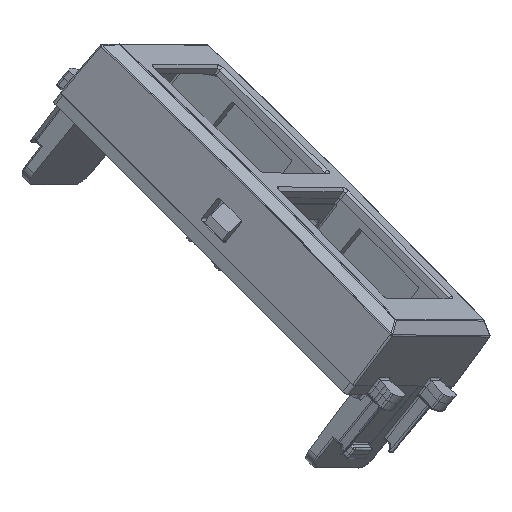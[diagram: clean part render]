
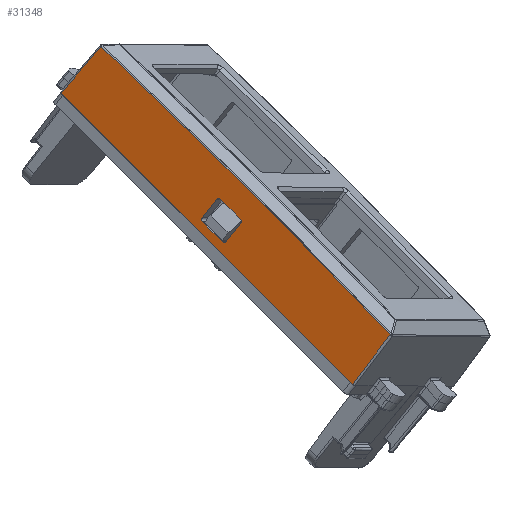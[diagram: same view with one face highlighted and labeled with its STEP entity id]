
A CAD part, isometric view. The second image highlights one B-rep face of the part: STEP entity #31348.
In plain terms, the highlighted face is planar.
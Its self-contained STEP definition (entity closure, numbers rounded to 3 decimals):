
#18880=CARTESIAN_POINT('Control Point',(-1.521,-11.1,2.229)) ;
#18881=CARTESIAN_POINT('Control Point',(-1.639,-11.1,2.229)) ;
#18882=CARTESIAN_POINT('Control Point',(-1.759,-11.098,2.292)) ;
#18883=CARTESIAN_POINT('Control Point',(-1.821,-11.095,2.411)) ;
#18884=CARTESIAN_POINT('Control Point',(-1.821,-11.092,2.529)) ;
#18885=CARTESIAN_POINT('Vertex',(-1.521,-11.1,2.229)) ;
#18887=CARTESIAN_POINT('Vertex',(-1.821,-11.092,2.529)) ;
#18928=CARTESIAN_POINT('Vertex',(1.521,-11.1,2.229)) ;
#18941=CARTESIAN_POINT('Line Origine',(-0.022,-11.1,2.229)) ;
#18961=CARTESIAN_POINT('Control Point',(1.521,-11.1,2.229)) ;
#18962=CARTESIAN_POINT('Control Point',(1.639,-11.1,2.229)) ;
#18963=CARTESIAN_POINT('Control Point',(1.759,-11.098,2.292)) ;
#18964=CARTESIAN_POINT('Control Point',(1.821,-11.095,2.411)) ;
#18965=CARTESIAN_POINT('Control Point',(1.821,-11.092,2.529)) ;
#18966=CARTESIAN_POINT('Vertex',(1.821,-11.092,2.529)) ;
#18996=CARTESIAN_POINT('Control Point',(-1.821,-11.028,4.971)) ;
#18997=CARTESIAN_POINT('Control Point',(-1.821,-11.092,2.529)) ;
#18998=CARTESIAN_POINT('Vertex',(-1.821,-11.028,4.971)) ;
#19026=CARTESIAN_POINT('Control Point',(-1.821,-11.028,4.971)) ;
#19027=CARTESIAN_POINT('Control Point',(-1.821,-11.025,5.088)) ;
#19028=CARTESIAN_POINT('Control Point',(-1.758,-11.022,5.208)) ;
#19029=CARTESIAN_POINT('Control Point',(-1.638,-11.02,5.271)) ;
#19030=CARTESIAN_POINT('Control Point',(-1.521,-11.02,5.271)) ;
#19031=CARTESIAN_POINT('Vertex',(-1.521,-11.02,5.271)) ;
#19064=CARTESIAN_POINT('Vertex',(1.821,-11.028,4.971)) ;
#19075=CARTESIAN_POINT('Control Point',(1.821,-11.028,4.971)) ;
#19076=CARTESIAN_POINT('Control Point',(1.821,-11.092,2.529)) ;
#19090=CARTESIAN_POINT('Line Origine',(-0.022,-11.02,5.271)) ;
#19094=CARTESIAN_POINT('Vertex',(1.521,-11.02,5.271)) ;
#19190=CARTESIAN_POINT('Control Point',(1.821,-11.028,4.971)) ;
#19191=CARTESIAN_POINT('Control Point',(1.821,-11.025,5.088)) ;
#19192=CARTESIAN_POINT('Control Point',(1.758,-11.022,5.208)) ;
#19193=CARTESIAN_POINT('Control Point',(1.638,-11.02,5.271)) ;
#19194=CARTESIAN_POINT('Control Point',(1.521,-11.02,5.271)) ;
#27414=CARTESIAN_POINT('Vertex',(-22.168,-11.125,1.275)) ;
#27573=CARTESIAN_POINT('Vertex',(22.168,-11.125,1.275)) ;
#29974=CARTESIAN_POINT('Line Origine',(0.,-11.125,1.275)) ;
#30711=CARTESIAN_POINT('Vertex',(-22.25,-11.125,1.275)) ;
#30719=CARTESIAN_POINT('Line Origine',(-22.209,-11.125,1.275)) ;
#30988=CARTESIAN_POINT('Vertex',(-22.079,-10.954,7.793)) ;
#31007=CARTESIAN_POINT('Line Origine',(-25.273,-11.034,4.762)) ;
#31011=CARTESIAN_POINT('Vertex',(-22.076,-10.954,7.797)) ;
#31047=CARTESIAN_POINT('Axis2P3D Location',(0.,-32.508,-815.293)) ;
#31051=CARTESIAN_POINT('Vertex',(22.076,-10.954,7.797)) ;
#31087=CARTESIAN_POINT('Line Origine',(-22.159,-11.034,4.762)) ;
#31159=CARTESIAN_POINT('Vertex',(22.25,-11.125,1.275)) ;
#31164=CARTESIAN_POINT('Line Origine',(22.209,-11.125,1.275)) ;
#31311=CARTESIAN_POINT('Axis2P3D Location',(0.,-10.905,9.677)) ;
#31316=CARTESIAN_POINT('Line Origine',(22.078,-10.954,7.795)) ;
#31320=CARTESIAN_POINT('Vertex',(22.079,-10.954,7.793)) ;
#31323=CARTESIAN_POINT('Line Origine',(22.165,-11.04,4.534)) ;
#18942=DIRECTION('Vector Direction',(-1.,0.,0.)) ;
#19091=DIRECTION('Vector Direction',(-1.,0.,0.)) ;
#29975=DIRECTION('Vector Direction',(1.,0.,0.)) ;
#30720=DIRECTION('Vector Direction',(1.,0.,0.)) ;
#31008=DIRECTION('Vector Direction',(-0.725,-0.018,-0.688)) ;
#31048=DIRECTION('Axis2P3D Direction',(0.,1.,-0.026)) ;
#31088=DIRECTION('Vector Direction',(0.026,0.026,0.999)) ;
#31165=DIRECTION('Vector Direction',(1.,0.,0.)) ;
#31312=DIRECTION('Axis2P3D Direction',(0.,-1.,0.026)) ;
#31313=DIRECTION('Axis2P3D XDirection',(-0.,-0.026,-1.)) ;
#31317=DIRECTION('Vector Direction',(-0.725,0.018,0.688)) ;
#31324=DIRECTION('Vector Direction',(-0.026,0.026,0.999)) ;
#31049=AXIS2_PLACEMENT_3D('Circle Axis2P3D',#31047,#31048,$) ;
#31314=AXIS2_PLACEMENT_3D('Plane Axis2P3D',#31311,#31312,#31313) ;
#31329=ORIENTED_EDGE('',*,*,#31322,.F.) ;
#31330=ORIENTED_EDGE('',*,*,#31053,.F.) ;
#31331=ORIENTED_EDGE('',*,*,#31013,.F.) ;
#31332=ORIENTED_EDGE('',*,*,#31091,.F.) ;
#31333=ORIENTED_EDGE('',*,*,#30723,.T.) ;
#31334=ORIENTED_EDGE('',*,*,#29978,.T.) ;
#31335=ORIENTED_EDGE('',*,*,#31168,.T.) ;
#31336=ORIENTED_EDGE('',*,*,#31327,.T.) ;
#31339=ORIENTED_EDGE('',*,*,#19195,.F.) ;
#31340=ORIENTED_EDGE('',*,*,#19077,.T.) ;
#31341=ORIENTED_EDGE('',*,*,#18968,.F.) ;
#31342=ORIENTED_EDGE('',*,*,#18945,.T.) ;
#31343=ORIENTED_EDGE('',*,*,#18889,.T.) ;
#31344=ORIENTED_EDGE('',*,*,#19000,.F.) ;
#31345=ORIENTED_EDGE('',*,*,#19033,.T.) ;
#31346=ORIENTED_EDGE('',*,*,#19096,.F.) ;
#31347=FACE_BOUND('',#31338,.T.) ;
#18943=VECTOR('Line Direction',#18942,1.) ;
#19092=VECTOR('Line Direction',#19091,1.) ;
#29976=VECTOR('Line Direction',#29975,1.) ;
#30721=VECTOR('Line Direction',#30720,1.) ;
#31009=VECTOR('Line Direction',#31008,1.) ;
#31089=VECTOR('Line Direction',#31088,1.) ;
#31166=VECTOR('Line Direction',#31165,1.) ;
#31318=VECTOR('Line Direction',#31317,1.) ;
#31325=VECTOR('Line Direction',#31324,1.) ;
#31348=ADVANCED_FACE('PartBody',(#31337,#31347),#31315,.T.) ;
#18879=B_SPLINE_CURVE_WITH_KNOTS('',4,(#18880,#18881,#18882,#18883,#18884),.UNSPECIFIED.,.F.,.U.,(5,5),(0.,0.665),.UNSPECIFIED.) ;
#18960=B_SPLINE_CURVE_WITH_KNOTS('',4,(#18961,#18962,#18963,#18964,#18965),.UNSPECIFIED.,.F.,.U.,(5,5),(0.,0.665),.UNSPECIFIED.) ;
#18995=B_SPLINE_CURVE_WITH_KNOTS('',1,(#18996,#18997),.UNSPECIFIED.,.F.,.U.,(2,2),(-1.222,1.22),.UNSPECIFIED.) ;
#19025=B_SPLINE_CURVE_WITH_KNOTS('',4,(#19026,#19027,#19028,#19029,#19030),.UNSPECIFIED.,.F.,.U.,(5,5),(0.,0.665),.UNSPECIFIED.) ;
#19074=B_SPLINE_CURVE_WITH_KNOTS('',1,(#19075,#19076),.UNSPECIFIED.,.F.,.U.,(2,2),(-1.222,1.22),.UNSPECIFIED.) ;
#19189=B_SPLINE_CURVE_WITH_KNOTS('',4,(#19190,#19191,#19192,#19193,#19194),.UNSPECIFIED.,.F.,.U.,(5,5),(0.,0.665),.UNSPECIFIED.) ;
#31050=CIRCLE('generated circle',#31049,823.668) ;
#18889=EDGE_CURVE('',#18886,#18888,#18879,.T.) ;
#18945=EDGE_CURVE('',#18929,#18886,#18944,.T.) ;
#18968=EDGE_CURVE('',#18929,#18967,#18960,.T.) ;
#19000=EDGE_CURVE('',#18999,#18888,#18995,.T.) ;
#19033=EDGE_CURVE('',#18999,#19032,#19025,.T.) ;
#19077=EDGE_CURVE('',#19065,#18967,#19074,.T.) ;
#19096=EDGE_CURVE('',#19095,#19032,#19093,.T.) ;
#19195=EDGE_CURVE('',#19065,#19095,#19189,.T.) ;
#29978=EDGE_CURVE('',#27415,#27574,#29977,.T.) ;
#30723=EDGE_CURVE('',#30712,#27415,#30722,.T.) ;
#31013=EDGE_CURVE('',#30989,#31012,#31010,.F.) ;
#31053=EDGE_CURVE('',#31012,#31052,#31050,.T.) ;
#31091=EDGE_CURVE('',#30712,#30989,#31090,.T.) ;
#31168=EDGE_CURVE('',#27574,#31160,#31167,.T.) ;
#31322=EDGE_CURVE('',#31052,#31321,#31319,.F.) ;
#31327=EDGE_CURVE('',#31160,#31321,#31326,.T.) ;
#31328=EDGE_LOOP('',(#31329,#31330,#31331,#31332,#31333,#31334,#31335,#31336)) ;
#31338=EDGE_LOOP('',(#31339,#31340,#31341,#31342,#31343,#31344,#31345,#31346)) ;
#31337=FACE_OUTER_BOUND('',#31328,.T.) ;
#18944=LINE('Line',#18941,#18943) ;
#19093=LINE('Line',#19090,#19092) ;
#29977=LINE('Line',#29974,#29976) ;
#30722=LINE('Line',#30719,#30721) ;
#31010=LINE('Line',#31007,#31009) ;
#31090=LINE('Line',#31087,#31089) ;
#31167=LINE('Line',#31164,#31166) ;
#31319=LINE('Line',#31316,#31318) ;
#31326=LINE('Line',#31323,#31325) ;
#31315=PLANE('',#31314) ;
#18886=VERTEX_POINT('',#18885) ;
#18888=VERTEX_POINT('',#18887) ;
#18929=VERTEX_POINT('',#18928) ;
#18967=VERTEX_POINT('',#18966) ;
#18999=VERTEX_POINT('',#18998) ;
#19032=VERTEX_POINT('',#19031) ;
#19065=VERTEX_POINT('',#19064) ;
#19095=VERTEX_POINT('',#19094) ;
#27415=VERTEX_POINT('',#27414) ;
#27574=VERTEX_POINT('',#27573) ;
#30712=VERTEX_POINT('',#30711) ;
#30989=VERTEX_POINT('',#30988) ;
#31012=VERTEX_POINT('',#31011) ;
#31052=VERTEX_POINT('',#31051) ;
#31160=VERTEX_POINT('',#31159) ;
#31321=VERTEX_POINT('',#31320) ;
